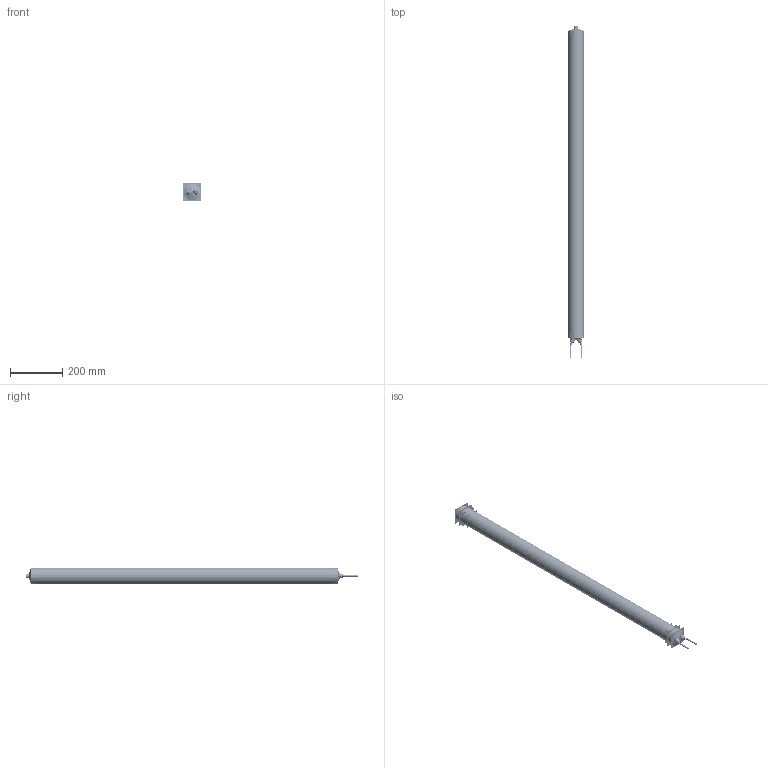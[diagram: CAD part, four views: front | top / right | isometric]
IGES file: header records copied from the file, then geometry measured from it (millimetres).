
Start section:  PTC IGES file: 200902.igs
Global section: file name: 200902.igs; native system: Creo Parametric by PTC Inc.; preprocessor: 2016260; author: pdmadmin; organization: Unknown; date: 20170817.125050; units: millimetre
Bounding box: 66.21 x 1267.3 x 66.21 mm (x, y, z)
Volume: 1623014 mm3; surface area: 5646971.8 mm2
Topology: 57 solids, 111 shells, 14356 faces, 77496 edges, 100439 vertices
Faces by surface type: bspline 9426, revolution 4930
